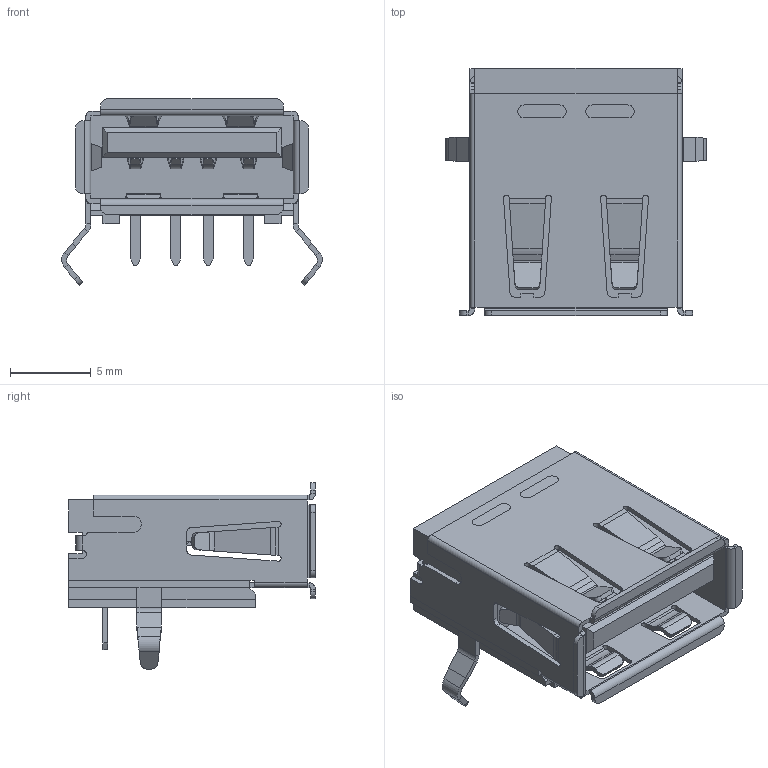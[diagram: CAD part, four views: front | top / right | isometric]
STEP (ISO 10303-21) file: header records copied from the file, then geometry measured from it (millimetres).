
FILE_DESCRIPTION(('FreeCAD Model'),'2;1');
FILE_NAME('Open CASCADE Shape Model','2024-05-25T03:45:01',( 'kicad StepUp'),('ksu MCAD'),'Open CASCADE STEP processor 7.7', 'FreeCAD','Unknown');
FILE_SCHEMA(('AUTOMOTIVE_DESIGN { 1 0 10303 214 1 1 1 1 }'));
Length unit declared in the file: millimetre
Products named in the file (1): USB_A_Molex_67643_Horizontal
Bounding box: 16.1 x 15.26 x 11.53 mm (x, y, z)
Volume: 851.8 mm3; surface area: 1759.7 mm2
Topology: 10 solids, 10 shells, 559 faces, 1294 edges, 756 vertices
Faces by surface type: plane 371, bspline 120, cylinder 68
Entity records: 21830 total; most frequent: CARTESIAN_POINT 6666, ORIENTED_EDGE 2588, DIRECTION 1758, EDGE_CURVE 1294, VERTEX_POINT 756, LINE 606, VECTOR 606, FACE_BOUND 578
